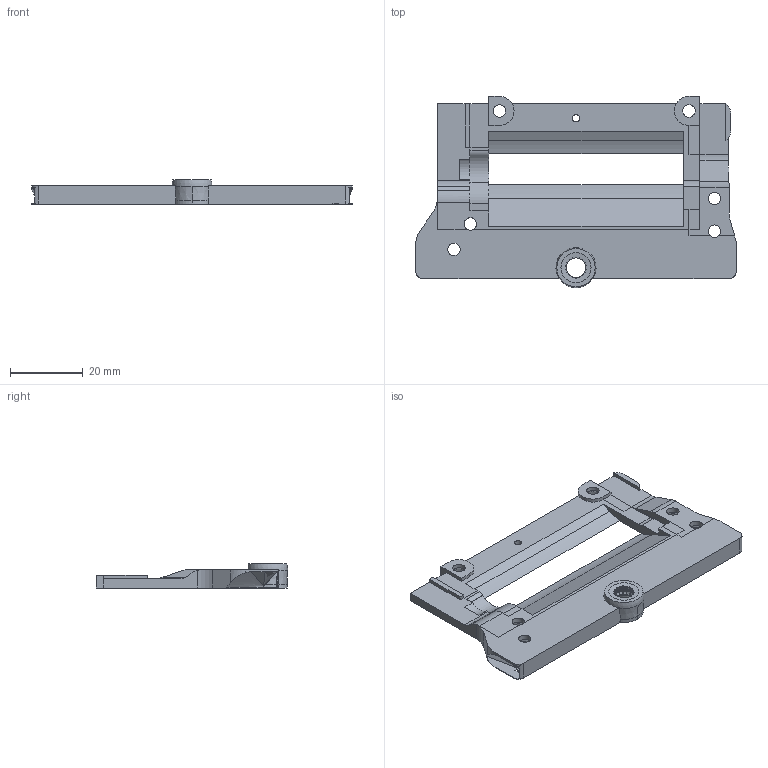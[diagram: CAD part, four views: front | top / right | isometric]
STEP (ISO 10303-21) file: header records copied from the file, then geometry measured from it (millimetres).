
FILE_DESCRIPTION(('FreeCAD Model'),'2;1');
FILE_NAME('Open CASCADE Shape Model','2025-06-21T13:32:26',(''),(''), 'Open CASCADE STEP processor 7.8','FreeCAD','Unknown');
FILE_SCHEMA(('AUTOMOTIVE_DESIGN { 1 0 10303 214 1 1 1 1 }'));
Length unit declared in the file: millimetre
Products named in the file (1): Pocket053032771
Bounding box: 88 x 52.5 x 6.61 mm (x, y, z)
Volume: 10773.3 mm3; surface area: 10019.5 mm2
Topology: 1 solids, 1 shells, 383 faces, 1122 edges, 732 vertices
Faces by surface type: plane 159, cylinder 129, cone 48, revolution 36, bspline 10, sphere 1
Full cylindrical faces by diameter (mm): 2 x1, 3.4 x6, 6.2 x2, 6.3 x4, 8.888 x1
Entity records: 13716 total; most frequent: CARTESIAN_POINT 3214, DIRECTION 2250, ORIENTED_EDGE 2244, EDGE_CURVE 1122, AXIS2_PLACEMENT_3D 862, VERTEX_POINT 732, LINE 490, VECTOR 490
